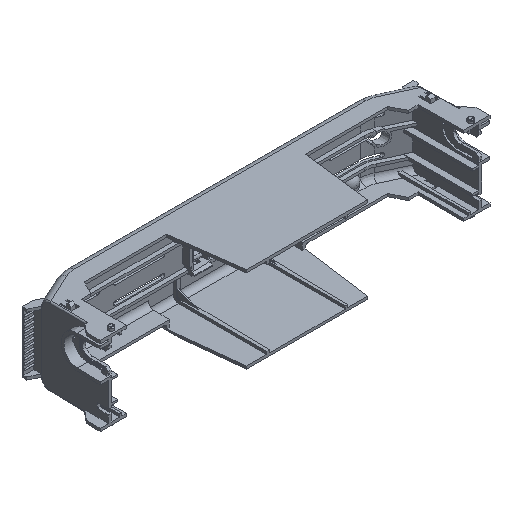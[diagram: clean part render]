
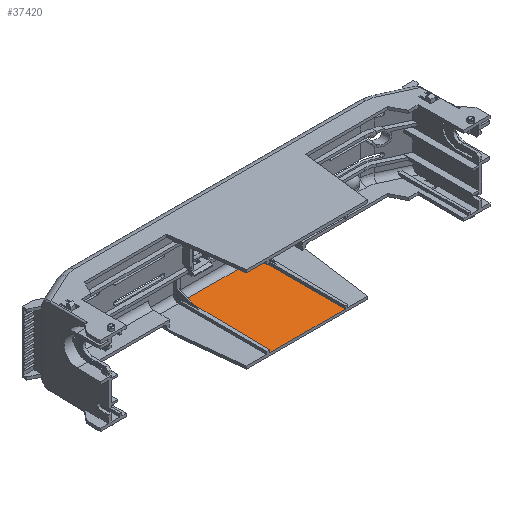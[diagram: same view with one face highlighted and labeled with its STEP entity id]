
A CAD part, isometric view. The second image highlights one B-rep face of the part: STEP entity #37420.
In plain terms, the highlighted planar face has unit normal (0, -0.009, 1).
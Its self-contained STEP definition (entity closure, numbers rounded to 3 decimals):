
#36983 = EDGE_CURVE ( 'NONE', #37016, #36984, #51221, .T. ) ;
#36984 = VERTEX_POINT ( 'NONE', #51217 ) ;
#36988 = VERTEX_POINT ( 'NONE', #51262 ) ;
#37014 = VERTEX_POINT ( 'NONE', #51313 ) ;
#37015 = EDGE_LOOP ( 'NONE', ( #37288, #37410, #37411, #37372 ) ) ;
#37016 = VERTEX_POINT ( 'NONE', #51362 ) ;
#37288 = ORIENTED_EDGE ( 'NONE', *, *, #37322, .F. ) ;
#37322 = EDGE_CURVE ( 'NONE', #37016, #37014, #53751, .T. ) ;
#37372 = ORIENTED_EDGE ( 'NONE', *, *, #37419, .F. ) ;
#37410 = ORIENTED_EDGE ( 'NONE', *, *, #36983, .T. ) ;
#37411 = ORIENTED_EDGE ( 'NONE', *, *, #37417, .T. ) ;
#37417 = EDGE_CURVE ( 'NONE', #36984, #36988, #54215, .T. ) ;
#37419 = EDGE_CURVE ( 'NONE', #37014, #36988, #54209, .T. ) ;
#37420 = ADVANCED_FACE ( 'NONE', ( #54229 ), #54216, .F. ) ;
#51192 = DIRECTION ( 'NONE',  ( 1., 0., 0. ) ) ;
#51217 = CARTESIAN_POINT ( 'NONE',  ( 27.589, -9., -31.821 ) ) ;
#51219 = CARTESIAN_POINT ( 'NONE',  ( -106.213, -9., -31.821 ) ) ;
#51221 = LINE ( 'NONE', #51219, #51232 ) ;
#51232 = VECTOR ( 'NONE', #51192, 1000. ) ;
#51262 = CARTESIAN_POINT ( 'NONE',  ( 27.035, 54.585, -31.266 ) ) ;
#51313 = CARTESIAN_POINT ( 'NONE',  ( -27.035, 54.585, -31.266 ) ) ;
#51362 = CARTESIAN_POINT ( 'NONE',  ( -27.589, -9., -31.821 ) ) ;
#53751 = LINE ( 'NONE', #53844, #53842 ) ;
#53841 = DIRECTION ( 'NONE',  ( 0.009, 1., 0.009 ) ) ;
#53842 = VECTOR ( 'NONE', #53841, 1000. ) ;
#53844 = CARTESIAN_POINT ( 'NONE',  ( -26.995, 59.069, -31.227 ) ) ;
#54190 = DIRECTION ( 'NONE',  ( 0., 1., 0.009 ) ) ;
#54192 = DIRECTION ( 'NONE',  ( 0., 0.009, -1. ) ) ;
#54194 = CARTESIAN_POINT ( 'NONE',  ( -106.213, 60.533, -31.214 ) ) ;
#54195 = AXIS2_PLACEMENT_3D ( 'NONE', #54194, #54192, #54190 ) ;
#54201 = DIRECTION ( 'NONE',  ( 1., 0., 0. ) ) ;
#54202 = VECTOR ( 'NONE', #54201, 1000. ) ;
#54208 = CARTESIAN_POINT ( 'NONE',  ( -106.213, 54.585, -31.266 ) ) ;
#54209 = LINE ( 'NONE', #54208, #54202 ) ;
#54211 = DIRECTION ( 'NONE',  ( -0.009, 1., 0.009 ) ) ;
#54213 = VECTOR ( 'NONE', #54211, 1000. ) ;
#54214 = CARTESIAN_POINT ( 'NONE',  ( 26.995, 59.069, -31.227 ) ) ;
#54215 = LINE ( 'NONE', #54214, #54213 ) ;
#54216 = PLANE ( 'NONE',  #54195 ) ;
#54229 = FACE_OUTER_BOUND ( 'NONE', #37015, .T. ) ;
